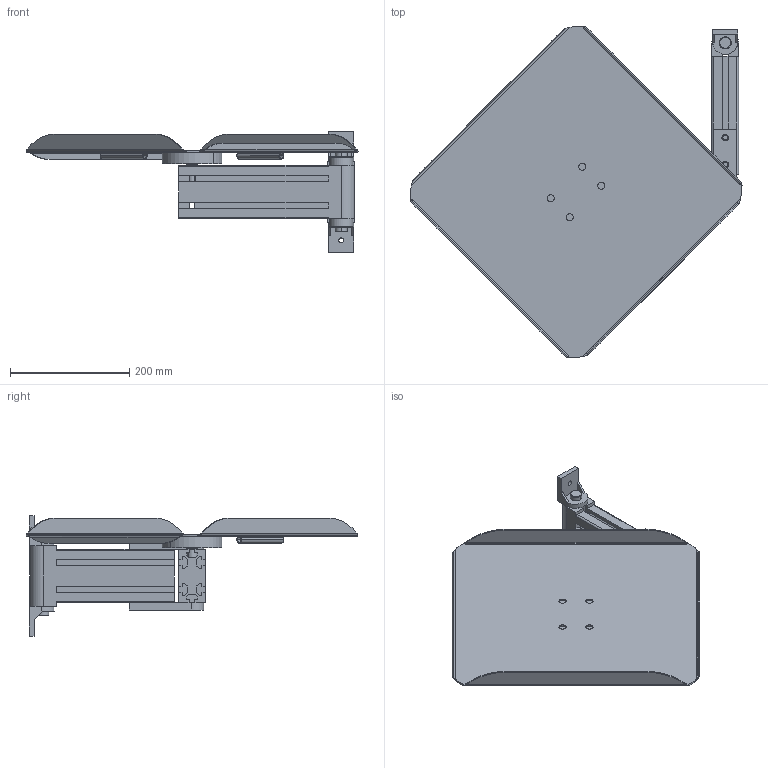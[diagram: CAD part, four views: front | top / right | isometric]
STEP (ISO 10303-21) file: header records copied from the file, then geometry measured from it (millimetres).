
FILE_DESCRIPTION(('STEP AP214'),'1');
FILE_NAME('cctmp_A9BD7784-4E63-421A-ABFA-E9C798E15EAE_2020_3_13_8_12_37_306..stp','2020-03-13T07:12:37',('Bosch Rexroth AG'),('CADClick - www.CADClick.com'),'Spatial InterOp 3D',' ','unknown authorization - (Healing Option Enabled)');
FILE_SCHEMA(('AUTOMOTIVE_DESIGN'));
Length unit declared in the file: millimetre
Products named in the file (1): 2020_03_13__08-12-37-275
Bounding box: 556.38 x 556.38 x 202 mm (x, y, z)
Volume: 2377234 mm3; surface area: 729719 mm2
Topology: 5 solids, 8 shells, 403 faces, 1154 edges, 758 vertices
Faces by surface type: plane 261, cylinder 124, torus 16, cone 2
Entity records: 16934 total; most frequent: CARTESIAN_POINT 2804, ORIENTED_EDGE 2308, DIRECTION 2266, EDGE_CURVE 1154, LINE 770, VECTOR 770, VERTEX_POINT 758, AXIS2_PLACEMENT_3D 748
